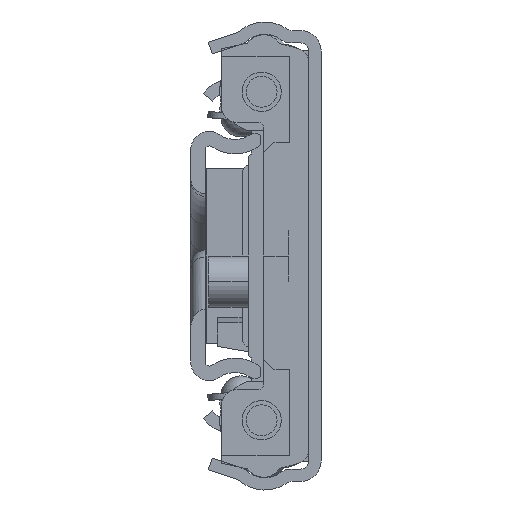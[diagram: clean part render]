
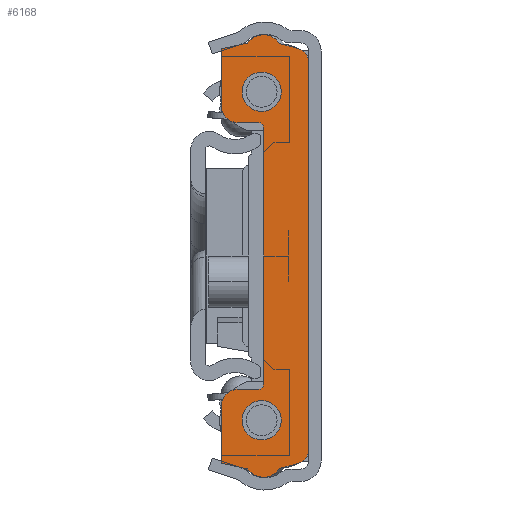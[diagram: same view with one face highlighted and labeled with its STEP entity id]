
A CAD part, front view. The second image highlights one B-rep face of the part: STEP entity #6168.
In plain terms, the highlighted face is planar.
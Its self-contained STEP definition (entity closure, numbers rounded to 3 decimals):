
#4703=CARTESIAN_POINT('',(-1.3,59.,16.));
#4704=DIRECTION('',(0.,-1.,0.));
#4705=DIRECTION('',(1.,0.,0.));
#4706=AXIS2_PLACEMENT_3D('',#4703,#4704,#4705);
#4708=CARTESIAN_POINT('',(-1.3,59.,16.));
#4709=DIRECTION('',(0.,-1.,0.));
#4710=DIRECTION('',(-1.,0.,0.));
#4711=AXIS2_PLACEMENT_3D('',#4708,#4709,#4710);
#4713=CARTESIAN_POINT('',(-1.3,59.,-16.));
#4714=DIRECTION('',(0.,-1.,0.));
#4715=DIRECTION('',(1.,0.,0.));
#4716=AXIS2_PLACEMENT_3D('',#4713,#4714,#4715);
#4718=CARTESIAN_POINT('',(-1.3,59.,-16.));
#4719=DIRECTION('',(0.,-1.,0.));
#4720=DIRECTION('',(-1.,0.,0.));
#4721=AXIS2_PLACEMENT_3D('',#4718,#4719,#4720);
#4723=CARTESIAN_POINT('',(-1.,59.,12.5));
#4724=DIRECTION('',(0.,-1.,0.));
#4725=DIRECTION('',(0.,0.,1.));
#4726=AXIS2_PLACEMENT_3D('',#4723,#4724,#4725);
#4728=DIRECTION('',(-1.,0.,0.));
#4729=VECTOR('',#4728,2.1);
#4730=CARTESIAN_POINT('',(1.1,59.,13.));
#4731=LINE('',#4730,#4729);
#4732=CARTESIAN_POINT('',(1.1,59.,14.5));
#4733=DIRECTION('',(0.,1.,0.));
#4734=DIRECTION('',(1.,0.,0.));
#4735=AXIS2_PLACEMENT_3D('',#4732,#4733,#4734);
#4737=DIRECTION('',(0.,0.,-1.));
#4738=VECTOR('',#4737,5.687);
#4739=CARTESIAN_POINT('',(2.6,59.,20.187));
#4740=LINE('',#4739,#4738);
#4741=DIRECTION('',(0.978,0.,-0.211));
#4742=VECTOR('',#4741,2.628);
#4743=CARTESIAN_POINT('',(0.03,59.,20.74));
#4744=LINE('',#4743,#4742);
#4745=CARTESIAN_POINT('',(-1.5,59.,19.699));
#4746=DIRECTION('',(0.,1.,0.));
#4747=DIRECTION('',(-0.841,0.,0.541));
#4748=AXIS2_PLACEMENT_3D('',#4745,#4746,#4747);
#4750=DIRECTION('',(0.966,0.,0.259));
#4751=VECTOR('',#4750,1.792);
#4752=CARTESIAN_POINT('',(-4.788,59.,20.236));
#4753=LINE('',#4752,#4751);
#4754=CARTESIAN_POINT('',(-4.4,59.,18.787));
#4755=DIRECTION('',(0.,1.,0.));
#4756=DIRECTION('',(-1.,0.,0.));
#4757=AXIS2_PLACEMENT_3D('',#4754,#4755,#4756);
#4759=DIRECTION('',(0.,0.,1.));
#4760=VECTOR('',#4759,37.575);
#4761=CARTESIAN_POINT('',(-5.9,59.,-18.787));
#4762=LINE('',#4761,#4760);
#4763=CARTESIAN_POINT('',(-4.4,59.,-18.787));
#4764=DIRECTION('',(0.,1.,0.));
#4765=DIRECTION('',(-0.259,0.,-0.966));
#4766=AXIS2_PLACEMENT_3D('',#4763,#4764,#4765);
#4768=DIRECTION('',(-0.966,0.,0.259));
#4769=VECTOR('',#4768,1.792);
#4770=CARTESIAN_POINT('',(-3.057,59.,-20.7));
#4771=LINE('',#4770,#4769);
#4772=CARTESIAN_POINT('',(-1.5,59.,-19.699));
#4773=DIRECTION('',(0.,1.,0.));
#4774=DIRECTION('',(0.827,0.,-0.563));
#4775=AXIS2_PLACEMENT_3D('',#4772,#4773,#4774);
#4777=DIRECTION('',(-0.978,0.,-0.211));
#4778=VECTOR('',#4777,2.628);
#4779=CARTESIAN_POINT('',(2.6,59.,-20.187));
#4780=LINE('',#4779,#4778);
#4781=DIRECTION('',(0.,0.,-1.));
#4782=VECTOR('',#4781,5.687);
#4783=CARTESIAN_POINT('',(2.6,59.,-14.5));
#4784=LINE('',#4783,#4782);
#4785=CARTESIAN_POINT('',(1.1,59.,-14.5));
#4786=DIRECTION('',(0.,1.,0.));
#4787=DIRECTION('',(0.,0.,1.));
#4788=AXIS2_PLACEMENT_3D('',#4785,#4786,#4787);
#4790=DIRECTION('',(1.,0.,0.));
#4791=VECTOR('',#4790,2.1);
#4792=CARTESIAN_POINT('',(-1.,59.,-13.));
#4793=LINE('',#4792,#4791);
#4794=CARTESIAN_POINT('',(-1.,59.,-12.5));
#4795=DIRECTION('',(0.,-1.,0.));
#4796=DIRECTION('',(-1.,0.,0.));
#4797=AXIS2_PLACEMENT_3D('',#4794,#4795,#4796);
#4859=DIRECTION('',(0.,0.,-1.));
#4860=VECTOR('',#4859,25.);
#4861=CARTESIAN_POINT('',(-1.5,59.,12.5));
#4862=LINE('',#4861,#4860);
#5663=CARTESIAN_POINT('',(0.2,59.,16.));
#5664=CARTESIAN_POINT('',(-2.8,59.,16.));
#5665=VERTEX_POINT('',#5663);
#5666=VERTEX_POINT('',#5664);
#5667=CARTESIAN_POINT('',(0.2,59.,-16.));
#5668=CARTESIAN_POINT('',(-2.8,59.,-16.));
#5669=VERTEX_POINT('',#5667);
#5670=VERTEX_POINT('',#5668);
#5671=CARTESIAN_POINT('',(-5.9,59.,-18.787));
#5672=CARTESIAN_POINT('',(-5.9,59.,18.787));
#5673=VERTEX_POINT('',#5671);
#5674=VERTEX_POINT('',#5672);
#5675=CARTESIAN_POINT('',(-4.788,59.,20.236));
#5676=VERTEX_POINT('',#5675);
#5677=CARTESIAN_POINT('',(-3.057,59.,20.7));
#5678=VERTEX_POINT('',#5677);
#5679=CARTESIAN_POINT('',(0.03,59.,20.74));
#5680=VERTEX_POINT('',#5679);
#5681=CARTESIAN_POINT('',(2.6,59.,20.187));
#5682=VERTEX_POINT('',#5681);
#5683=CARTESIAN_POINT('',(2.6,59.,14.5));
#5684=VERTEX_POINT('',#5683);
#5685=CARTESIAN_POINT('',(1.1,59.,13.));
#5686=VERTEX_POINT('',#5685);
#5687=CARTESIAN_POINT('',(-1.,59.,13.));
#5688=VERTEX_POINT('',#5687);
#5689=CARTESIAN_POINT('',(-1.5,59.,12.5));
#5690=VERTEX_POINT('',#5689);
#5691=CARTESIAN_POINT('',(-1.5,59.,-12.5));
#5692=CARTESIAN_POINT('',(-1.,59.,-13.));
#5693=VERTEX_POINT('',#5691);
#5694=VERTEX_POINT('',#5692);
#5695=CARTESIAN_POINT('',(1.1,59.,-13.));
#5696=VERTEX_POINT('',#5695);
#5697=CARTESIAN_POINT('',(2.6,59.,-14.5));
#5698=VERTEX_POINT('',#5697);
#5699=CARTESIAN_POINT('',(2.6,59.,-20.187));
#5700=VERTEX_POINT('',#5699);
#5701=CARTESIAN_POINT('',(0.03,59.,-20.74));
#5702=VERTEX_POINT('',#5701);
#5703=CARTESIAN_POINT('',(-3.057,59.,-20.7));
#5704=VERTEX_POINT('',#5703);
#5705=CARTESIAN_POINT('',(-4.788,59.,-20.236));
#5706=VERTEX_POINT('',#5705);
#6115=CARTESIAN_POINT('',(0.,59.,0.));
#6116=DIRECTION('',(0.,1.,0.));
#6117=DIRECTION('',(1.,0.,0.));
#6118=AXIS2_PLACEMENT_3D('',#6115,#6116,#6117);
#6119=PLANE('',#6118);
#6121=ORIENTED_EDGE('',*,*,#6120,.F.);
#6123=ORIENTED_EDGE('',*,*,#6122,.F.);
#6125=ORIENTED_EDGE('',*,*,#6124,.F.);
#6127=ORIENTED_EDGE('',*,*,#6126,.F.);
#6129=ORIENTED_EDGE('',*,*,#6128,.F.);
#6131=ORIENTED_EDGE('',*,*,#6130,.F.);
#6133=ORIENTED_EDGE('',*,*,#6132,.F.);
#6135=ORIENTED_EDGE('',*,*,#6134,.F.);
#6137=ORIENTED_EDGE('',*,*,#6136,.F.);
#6139=ORIENTED_EDGE('',*,*,#6138,.F.);
#6141=ORIENTED_EDGE('',*,*,#6140,.F.);
#6143=ORIENTED_EDGE('',*,*,#6142,.F.);
#6145=ORIENTED_EDGE('',*,*,#6144,.F.);
#6147=ORIENTED_EDGE('',*,*,#6146,.F.);
#6149=ORIENTED_EDGE('',*,*,#6148,.F.);
#6151=ORIENTED_EDGE('',*,*,#6150,.F.);
#6153=ORIENTED_EDGE('',*,*,#6152,.F.);
#6155=ORIENTED_EDGE('',*,*,#6154,.F.);
#6156=EDGE_LOOP('',(#6121,#6123,#6125,#6127,#6129,#6131,#6133,#6135,#6137,#6139,
#6141,#6143,#6145,#6147,#6149,#6151,#6153,#6155));
#6157=FACE_OUTER_BOUND('',#6156,.F.);
#6159=ORIENTED_EDGE('',*,*,#6158,.F.);
#6161=ORIENTED_EDGE('',*,*,#6160,.F.);
#6162=EDGE_LOOP('',(#6159,#6161));
#6163=FACE_BOUND('',#6162,.F.);
#6164=ORIENTED_EDGE('',*,*,#6036,.F.);
#6165=ORIENTED_EDGE('',*,*,#6096,.F.);
#6166=EDGE_LOOP('',(#6164,#6165));
#6167=FACE_BOUND('',#6166,.F.);
#6168=ADVANCED_FACE('',(#6157,#6163,#6167),#6119,.T.);
#4707=CIRCLE('',#4706,1.5);
#4712=CIRCLE('',#4711,1.5);
#4717=CIRCLE('',#4716,1.5);
#4722=CIRCLE('',#4721,1.5);
#4727=CIRCLE('',#4726,0.5);
#4736=CIRCLE('',#4735,1.5);
#4749=CIRCLE('',#4748,1.851);
#4758=CIRCLE('',#4757,1.5);
#4767=CIRCLE('',#4766,1.5);
#4776=CIRCLE('',#4775,1.851);
#4789=CIRCLE('',#4788,1.5);
#4798=CIRCLE('',#4797,0.5);
#6036=EDGE_CURVE('',#5665,#5666,#4707,.T.);
#6096=EDGE_CURVE('',#5666,#5665,#4712,.T.);
#6120=EDGE_CURVE('',#5690,#5693,#4862,.T.);
#6122=EDGE_CURVE('',#5688,#5690,#4727,.T.);
#6124=EDGE_CURVE('',#5686,#5688,#4731,.T.);
#6126=EDGE_CURVE('',#5684,#5686,#4736,.T.);
#6128=EDGE_CURVE('',#5682,#5684,#4740,.T.);
#6130=EDGE_CURVE('',#5680,#5682,#4744,.T.);
#6132=EDGE_CURVE('',#5678,#5680,#4749,.T.);
#6134=EDGE_CURVE('',#5676,#5678,#4753,.T.);
#6136=EDGE_CURVE('',#5674,#5676,#4758,.T.);
#6138=EDGE_CURVE('',#5673,#5674,#4762,.T.);
#6140=EDGE_CURVE('',#5706,#5673,#4767,.T.);
#6142=EDGE_CURVE('',#5704,#5706,#4771,.T.);
#6144=EDGE_CURVE('',#5702,#5704,#4776,.T.);
#6146=EDGE_CURVE('',#5700,#5702,#4780,.T.);
#6148=EDGE_CURVE('',#5698,#5700,#4784,.T.);
#6150=EDGE_CURVE('',#5696,#5698,#4789,.T.);
#6152=EDGE_CURVE('',#5694,#5696,#4793,.T.);
#6154=EDGE_CURVE('',#5693,#5694,#4798,.T.);
#6158=EDGE_CURVE('',#5669,#5670,#4717,.T.);
#6160=EDGE_CURVE('',#5670,#5669,#4722,.T.);
